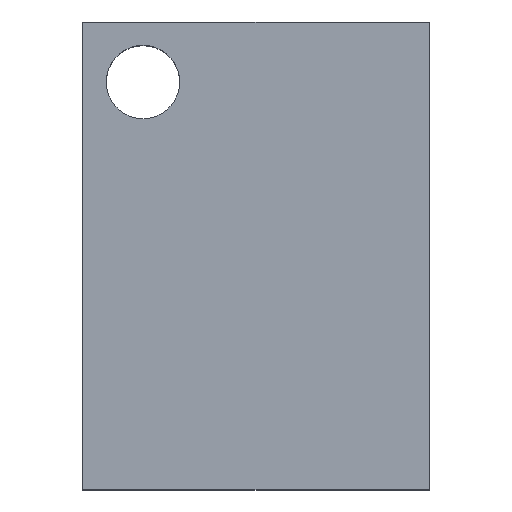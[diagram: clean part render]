
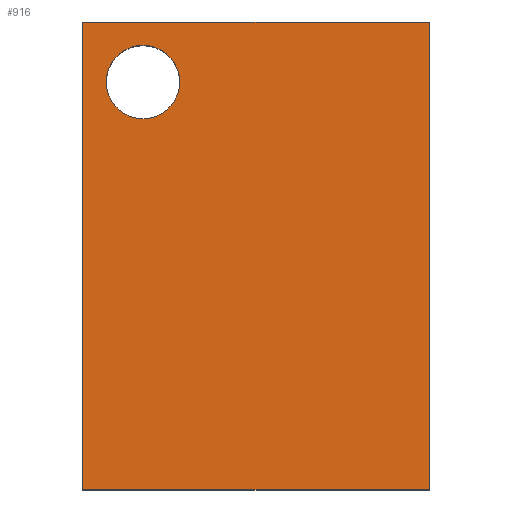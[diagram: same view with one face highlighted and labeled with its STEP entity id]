
A CAD part, top view. The second image highlights one B-rep face of the part: STEP entity #916.
In plain terms, the highlighted planar face has unit normal (0, 0, 1).
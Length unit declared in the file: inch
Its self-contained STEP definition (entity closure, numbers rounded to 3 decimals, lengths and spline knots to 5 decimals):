
#73=DIRECTION('',(0.,-1.,0.));
#74=VECTOR('',#73,2.188);
#75=CARTESIAN_POINT('',(0.,0.,1.25));
#76=LINE('',#75,#74);
#77=DIRECTION('',(-1.,0.,0.));
#78=VECTOR('',#77,1.62);
#79=CARTESIAN_POINT('',(1.62,0.,1.25));
#80=LINE('',#79,#78);
#81=DIRECTION('',(0.,1.,0.));
#82=VECTOR('',#81,2.188);
#83=CARTESIAN_POINT('',(1.62,-2.188,1.25));
#84=LINE('',#83,#82);
#85=DIRECTION('',(1.,0.,0.));
#86=VECTOR('',#85,1.62);
#87=CARTESIAN_POINT('',(0.,-2.188,1.25));
#88=LINE('',#87,#86);
#89=CARTESIAN_POINT('',(0.281,-0.281,1.25));
#90=DIRECTION('',(0.,0.,1.));
#91=DIRECTION('',(0.,1.,0.));
#92=AXIS2_PLACEMENT_3D('',#89,#90,#91);
#94=CARTESIAN_POINT('',(0.281,-0.281,1.25));
#95=DIRECTION('',(0.,0.,1.));
#96=DIRECTION('',(0.,-1.,0.));
#97=AXIS2_PLACEMENT_3D('',#94,#95,#96);
#675=CARTESIAN_POINT('',(0.,0.,1.25));
#676=CARTESIAN_POINT('',(0.,-2.188,1.25));
#677=VERTEX_POINT('',#675);
#678=VERTEX_POINT('',#676);
#679=CARTESIAN_POINT('',(1.62,-2.188,1.25));
#680=VERTEX_POINT('',#679);
#681=CARTESIAN_POINT('',(1.62,0.,1.25));
#682=VERTEX_POINT('',#681);
#687=CARTESIAN_POINT('',(0.281,-0.109,1.25));
#688=CARTESIAN_POINT('',(0.281,-0.453,1.25));
#689=VERTEX_POINT('',#687);
#690=VERTEX_POINT('',#688);
#899=CARTESIAN_POINT('',(0.,0.,1.25));
#900=DIRECTION('',(0.,0.,1.));
#901=DIRECTION('',(1.,0.,0.));
#902=AXIS2_PLACEMENT_3D('',#899,#900,#901);
#903=PLANE('',#902);
#904=ORIENTED_EDGE('',*,*,#833,.F.);
#905=ORIENTED_EDGE('',*,*,#854,.F.);
#906=ORIENTED_EDGE('',*,*,#874,.F.);
#907=ORIENTED_EDGE('',*,*,#887,.F.);
#908=EDGE_LOOP('',(#904,#905,#906,#907));
#909=FACE_OUTER_BOUND('',#908,.F.);
#911=ORIENTED_EDGE('',*,*,#910,.T.);
#913=ORIENTED_EDGE('',*,*,#912,.T.);
#914=EDGE_LOOP('',(#911,#913));
#915=FACE_BOUND('',#914,.F.);
#916=ADVANCED_FACE('',(#909,#915),#903,.T.);
#93=CIRCLE('',#92,0.172);
#98=CIRCLE('',#97,0.172);
#833=EDGE_CURVE('',#677,#678,#76,.T.);
#854=EDGE_CURVE('',#682,#677,#80,.T.);
#874=EDGE_CURVE('',#680,#682,#84,.T.);
#887=EDGE_CURVE('',#678,#680,#88,.T.);
#910=EDGE_CURVE('',#689,#690,#93,.T.);
#912=EDGE_CURVE('',#690,#689,#98,.T.);
